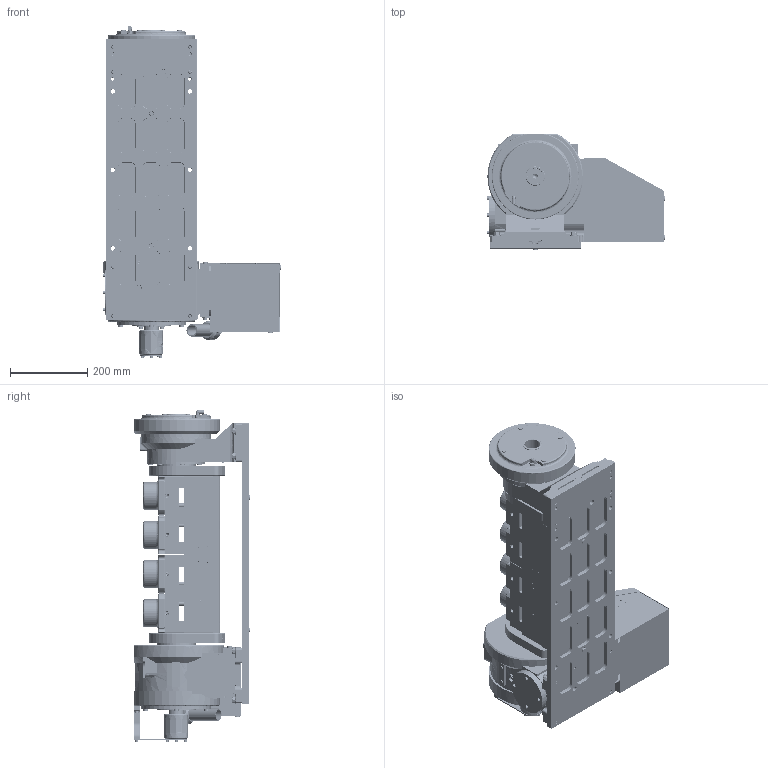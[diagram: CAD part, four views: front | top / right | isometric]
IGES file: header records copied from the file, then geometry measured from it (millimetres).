
Start section: SolidWorks IGES file using analytic representation for surfaces
Global section: file name: 3420-3J04-T200-R450-PKG-CP [ Brother 450 4-Station 3J Trunnion ] - IGES.IGS; native system: SolidWorks 2023; preprocessor: SolidWorks 2023; author: czinke; date: 230321.071402; units: inch
Bounding box: 461.4 x 301.6 x 859.6 mm (x, y, z)
Surface area: 2939861.3 mm2 (no closed solid volume)
Topology: 0 solids, 0 shells, 8735 faces, 144773 edges, 144433 vertices
Faces by surface type: revolution 5528, bspline 3207
